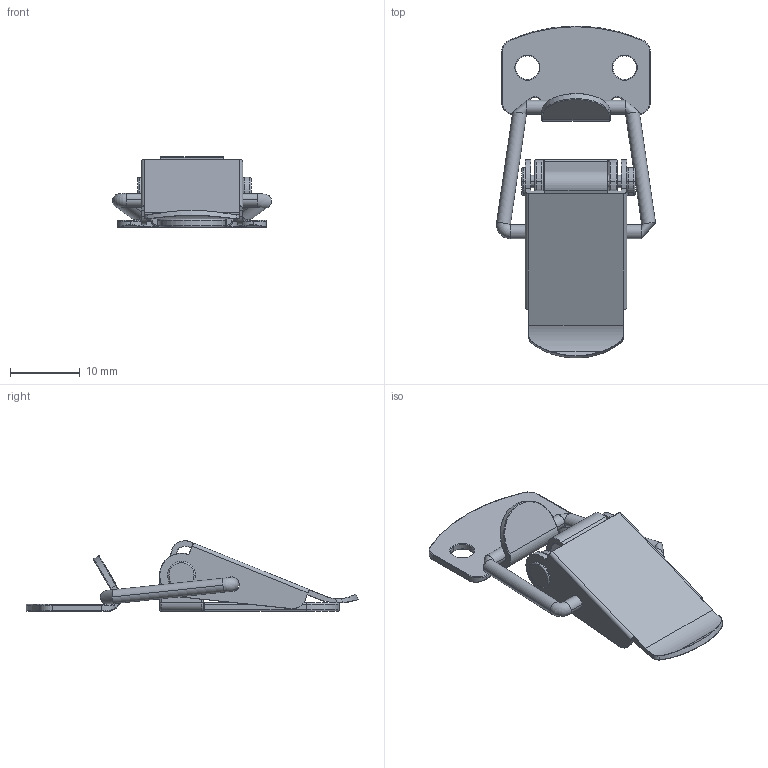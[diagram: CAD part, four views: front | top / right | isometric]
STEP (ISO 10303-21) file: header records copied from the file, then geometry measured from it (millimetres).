
FILE_DESCRIPTION (( 'STEP AP203' ), '1' );
FILE_NAME ('TS-15.STEP', '2016-08-24T02:56:24', ( '' ), ( '' ), 'SwSTEP 2.0', 'SolidWorks 2010', '' );
FILE_SCHEMA (( 'CONFIG_CONTROL_DESIGN' ));
Length unit declared in the file: millimetre
Products named in the file (6): TS-15; 上座; 底板; 手柄; 扣環; 插銷
Assembly tree (5 placements, depth 2):
  TS-15
    上座
    底板
    手柄
    扣環
    插銷
Bounding box: 22.86 x 47.75 x 10.16 mm (x, y, z)
Volume: 1363.4 mm3; surface area: 3304.2 mm2
Topology: 5 solids, 5 shells, 367 faces, 858 edges, 487 vertices
Faces by surface type: cylinder 147, torus 139, plane 49, bspline 23, sphere 9
Entity records: 12995 total; most frequent: CARTESIAN_POINT 3909, DIRECTION 1998, ORIENTED_EDGE 1680, AXIS2_PLACEMENT_3D 877, EDGE_CURVE 840, CIRCLE 525, VERTEX_POINT 485, EDGE_LOOP 391
